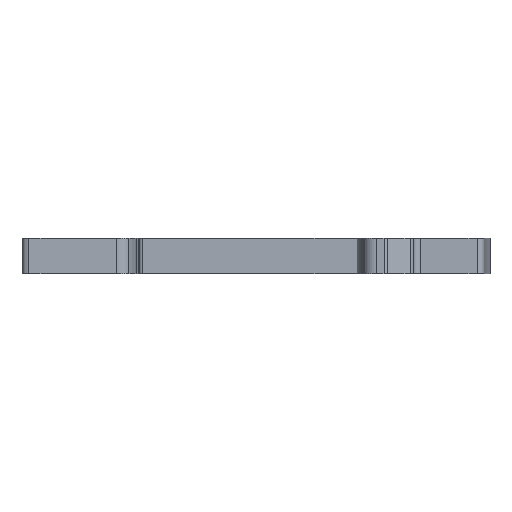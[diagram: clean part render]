
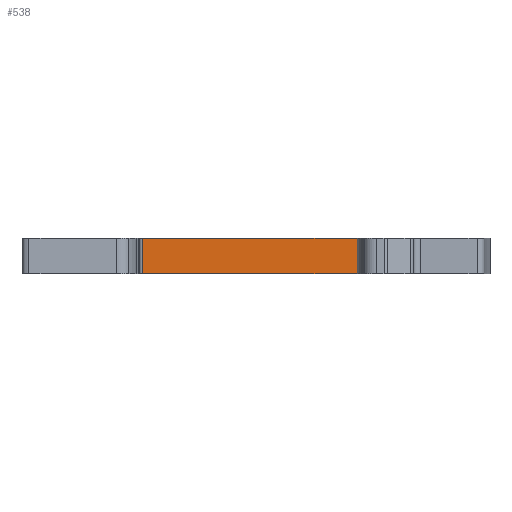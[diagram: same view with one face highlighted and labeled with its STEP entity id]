
A CAD part, front view. The second image highlights one B-rep face of the part: STEP entity #538.
In plain terms, the highlighted planar face has unit normal (0, -1, 0).
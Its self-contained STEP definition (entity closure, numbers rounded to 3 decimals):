
#538=ADVANCED_FACE('',(#1151),#834,.F.);
#834=PLANE('',#7986);
#1151=FACE_OUTER_BOUND('',#1546,.T.);
#1546=EDGE_LOOP('',(#3042,#3043,#3044,#3045));
#3042=ORIENTED_EDGE('',*,*,#5614,.T.);
#3043=ORIENTED_EDGE('',*,*,#5613,.F.);
#3044=ORIENTED_EDGE('',*,*,#5615,.F.);
#3045=ORIENTED_EDGE('',*,*,#5616,.T.);
#4696=VERTEX_POINT('',#11782);
#4697=VERTEX_POINT('',#11784);
#4698=VERTEX_POINT('',#11788);
#4699=VERTEX_POINT('',#11790);
#5613=EDGE_CURVE('',#4697,#4696,#6501,.T.);
#5614=EDGE_CURVE('',#4698,#4696,#6502,.T.);
#5615=EDGE_CURVE('',#4699,#4697,#6503,.T.);
#5616=EDGE_CURVE('',#4699,#4698,#6504,.T.);
#6501=LINE('',#11785,#7237);
#6502=LINE('',#11787,#7238);
#6503=LINE('',#11789,#7239);
#6504=LINE('',#11791,#7240);
#7237=VECTOR('',#9559,1.);
#7238=VECTOR('',#9562,1.);
#7239=VECTOR('',#9563,1.);
#7240=VECTOR('',#9564,1.);
#7986=AXIS2_PLACEMENT_3D('',#11792,#9565,#9566);
#9559=DIRECTION('',(0.,0.,-1.));
#9562=DIRECTION('',(1.,0.,0.));
#9563=DIRECTION('',(1.,0.,0.));
#9564=DIRECTION('',(0.,0.,-1.));
#9565=DIRECTION('',(0.,1.,0.));
#9566=DIRECTION('',(1.,0.,0.));
#11782=CARTESIAN_POINT('',(17.415,0.,0.));
#11784=CARTESIAN_POINT('',(17.415,0.,5.2));
#11785=CARTESIAN_POINT('',(17.415,0.,5.2));
#11787=CARTESIAN_POINT('',(-15.06,0.,0.));
#11788=CARTESIAN_POINT('',(-15.06,0.,0.));
#11789=CARTESIAN_POINT('',(-15.06,0.,5.2));
#11790=CARTESIAN_POINT('',(-15.06,0.,5.2));
#11791=CARTESIAN_POINT('',(-15.06,0.,5.2));
#11792=CARTESIAN_POINT('',(-15.06,0.,5.2));
